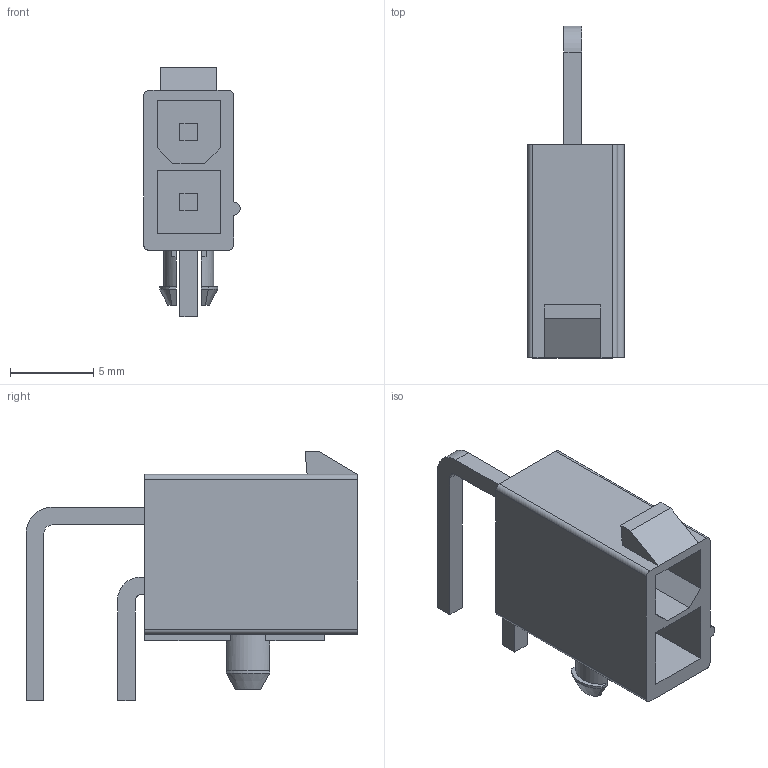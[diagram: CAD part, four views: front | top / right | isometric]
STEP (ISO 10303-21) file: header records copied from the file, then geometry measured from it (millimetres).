
FILE_DESCRIPTION( ( '' ), ' ' );
FILE_NAME( '58c95de6b49e130fa381914f.step', '2017-03-15T15:29:43', ( '' ), ( '' ), ' ', ' ', ' ' );
FILE_SCHEMA( ( 'AUTOMOTIVE_DESIGN { 1 0 10303 214 1 1 1 1 }' ) );
Length unit declared in the file: metre
Products named in the file (1): Open CASCADE STEP translator 6.8 1
Bounding box: 5.8 x 19.93 x 15 mm (x, y, z)
Volume: 467 mm3; surface area: 948.7 mm2
Topology: 1 solids, 1 shells, 87 faces, 227 edges, 148 vertices
Faces by surface type: plane 72, cylinder 13, cone 2
Entity records: 4485 total; most frequent: CARTESIAN_POINT 476, ORIENTED_EDGE 454, DIRECTION 431, STYLED_ITEM 314, PRESENTATION_STYLE_ASSIGNMENT 314, COLOUR_RGB 314, EDGE_CURVE 227, CURVE_STYLE 227
